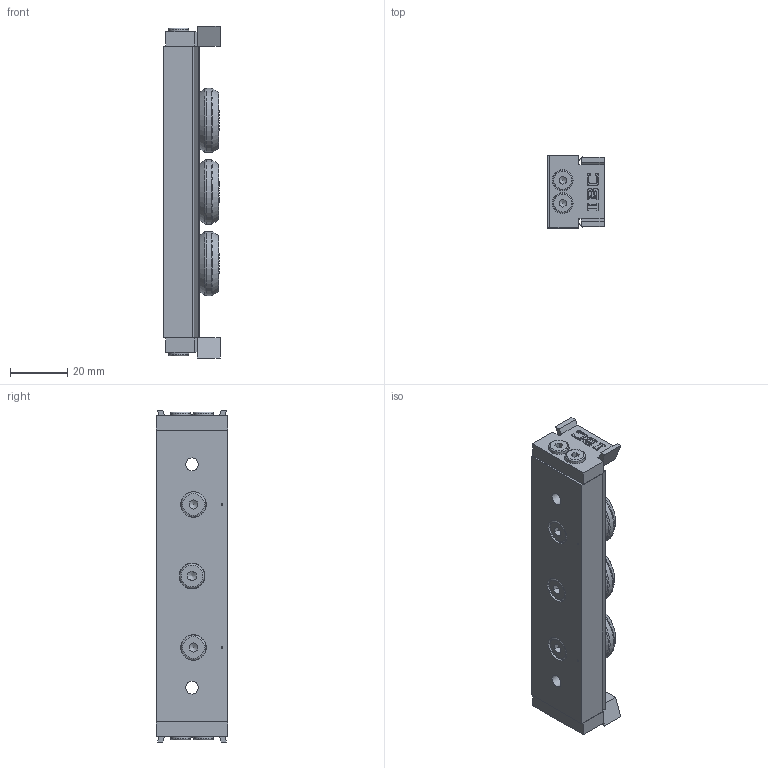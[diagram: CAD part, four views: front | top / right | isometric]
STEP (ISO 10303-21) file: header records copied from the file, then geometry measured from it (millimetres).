
FILE_DESCRIPTION((''),'2;1');
FILE_NAME('CN 28H-21.2RS.AUS.stp','2011-02-21T14:04:46',('MKoza'),(''),'Autodesk Inventor 2009','Autodesk Inventor 2009','');
FILE_SCHEMA(('AUTOMOTIVE_DESIGN { 1 0 10303 214 1 1 1 1 }'));
Length unit declared in the file: millimetre
Products named in the file (7): CN 28H-.2RS.AU; LL.CN 28H-21; ABS U28H; DIN 7984 M4 x 8; DIN 7984 M5 x 8; CBRS(E) 23-28H.2RS; Abstreiferlippe
Assembly tree (15 placements, depth 2):
  CN 28H-.2RS.AU
    LL.CN 28H-21
    ABS U28H  x2
    DIN 7984 M4 x 8  x4
    DIN 7984 M5 x 8  x3
    CBRS(E) 23-28H.2RS  x3
    Abstreiferlippe  x2
Bounding box: 19.7 x 25 x 116 mm (x, y, z)
Volume: 37648.1 mm3; surface area: 24236.1 mm2
Topology: 15 solids, 15 shells, 498 faces, 1156 edges, 724 vertices
Faces by surface type: plane 246, cylinder 129, bspline 57, torus 43, cone 23
Full cylindrical faces by diameter (mm): 4 x4, 5 x3, 7 x7, 8.5 x3, 10 x3, 22.4 x3
Entity records: 7119 total; most frequent: CARTESIAN_POINT 1750, DIRECTION 1074, ORIENTED_EDGE 974, EDGE_CURVE 487, AXIS2_PLACEMENT_3D 383, VERTEX_POINT 333, EDGE_LOOP 320, VECTOR 308
